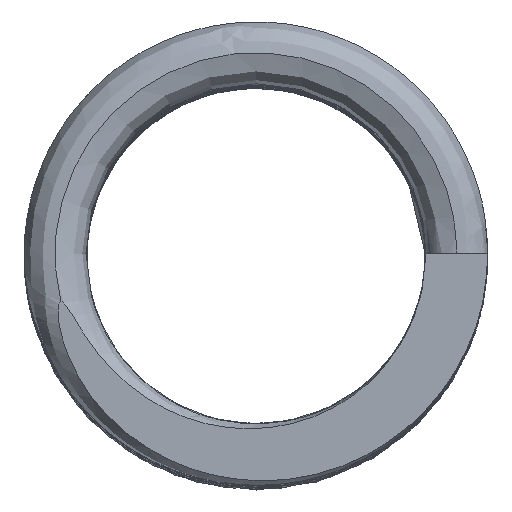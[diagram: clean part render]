
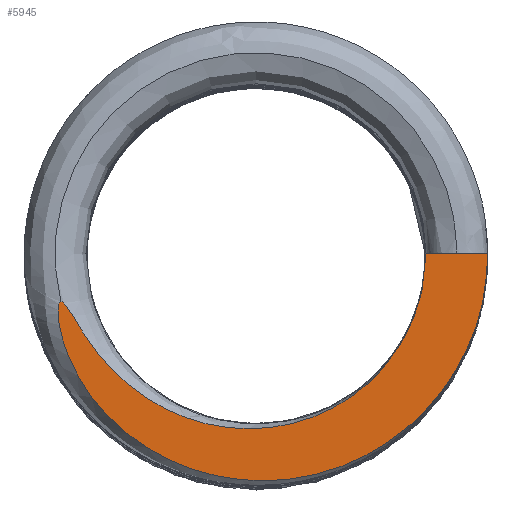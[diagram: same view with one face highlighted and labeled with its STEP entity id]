
A CAD part, top view. The second image highlights one B-rep face of the part: STEP entity #5945.
In plain terms, the highlighted planar face has unit normal (0, 0, 1).
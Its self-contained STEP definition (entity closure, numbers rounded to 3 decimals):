
#7 = DIRECTION ( 'NONE',  ( 0., 0., -1. ) ) ;
#42 = B_SPLINE_CURVE_WITH_KNOTS ( 'NONE', 3,
 ( #4479, #1422, #3858, #6738, #6695, #2666, #399, #5594, #5016, #3285, #7435, #6248, #6208, #4438, #7355, #359, #2084, #5552, #933, #3327, #2747, #5099, #3774, #2163, #1589, #3367, #5718, #6122, #3197, #7511, #626, #5755, #5790, #2203 ),
 .UNSPECIFIED., .F., .F.,
 ( 4, 2, 2, 2, 2, 2, 2, 2, 2, 2, 2, 2, 2, 2, 2, 2, 4 ),
 ( 0., 0., 0.001, 0.001, 0.002, 0.002, 0.002, 0.003, 0.003, 0.003, 0.004, 0.004, 0.005, 0.005, 0.005, 0.005, 0.005 ),
 .UNSPECIFIED. ) ;
#126 = CARTESIAN_POINT ( 'NONE',  ( -0.977, -1.99, 0. ) ) ;
#198 = CARTESIAN_POINT ( 'NONE',  ( -1.804, -1.121, 0. ) ) ;
#277 = CARTESIAN_POINT ( 'NONE',  ( -1.919, -0.804, 0. ) ) ;
#359 = CARTESIAN_POINT ( 'NONE',  ( 0.014, -1.728, 0. ) ) ;
#381 = EDGE_LOOP ( 'NONE', ( #5119, #1610, #6718 ) ) ;
#399 = CARTESIAN_POINT ( 'NONE',  ( 1.372, -0.998, 0. ) ) ;
#403 = CARTESIAN_POINT ( 'NONE',  ( -1.924, -0.474, 0. ) ) ;
#469 = FACE_OUTER_BOUND ( 'NONE', #381, .T. ) ;
#618 = DIRECTION ( 'NONE',  ( -1., 0., 0. ) ) ;
#626 = CARTESIAN_POINT ( 'NONE',  ( -1.88, -0.501, 0. ) ) ;
#736 = CARTESIAN_POINT ( 'NONE',  ( -0.206, -2.238, 0. ) ) ;
#810 = CARTESIAN_POINT ( 'NONE',  ( -1.952, -0.602, 0. ) ) ;
#849 = CARTESIAN_POINT ( 'NONE',  ( -1.949, -0.636, 0. ) ) ;
#883 = VECTOR ( 'NONE', #2213, 1000. ) ;
#933 = CARTESIAN_POINT ( 'NONE',  ( -0.408, -1.697, 0. ) ) ;
#955 = VERTEX_POINT ( 'NONE', #4037 ) ;
#1314 = CARTESIAN_POINT ( 'NONE',  ( 0.602, -2.176, 0. ) ) ;
#1384 = CARTESIAN_POINT ( 'NONE',  ( -1.405, -1.66, 0. ) ) ;
#1422 = CARTESIAN_POINT ( 'NONE',  ( 1.67, -0.106, 0. ) ) ;
#1423 = CARTESIAN_POINT ( 'NONE',  ( -1.586, -1.462, 0. ) ) ;
#1589 = CARTESIAN_POINT ( 'NONE',  ( -1.681, -0.816, 0. ) ) ;
#1610 = ORIENTED_EDGE ( 'NONE', *, *, #4115, .T. ) ;
#1713 = CARTESIAN_POINT ( 'NONE',  ( -1.932, -0.476, 0. ) ) ;
#2000 = CARTESIAN_POINT ( 'NONE',  ( 1.819, -1.379, 0. ) ) ;
#2084 = CARTESIAN_POINT ( 'NONE',  ( -0.091, -1.729, 0. ) ) ;
#2163 = CARTESIAN_POINT ( 'NONE',  ( -1.621, -0.904, 0. ) ) ;
#2203 = CARTESIAN_POINT ( 'NONE',  ( -1.924, -0.474, 0. ) ) ;
#2213 = DIRECTION ( 'NONE',  ( 1., 0., 0. ) ) ;
#2470 = CARTESIAN_POINT ( 'NONE',  ( 2.27, -0.269, 0. ) ) ;
#2544 = CARTESIAN_POINT ( 'NONE',  ( -1.667, -1.354, 0. ) ) ;
#2582 = CARTESIAN_POINT ( 'NONE',  ( 0.468, -2.205, 0. ) ) ;
#2604 = VERTEX_POINT ( 'NONE', #3746 ) ;
#2623 = CARTESIAN_POINT ( 'NONE',  ( 0.982, -2.042, 0. ) ) ;
#2666 = CARTESIAN_POINT ( 'NONE',  ( 1.483, -0.818, 0. ) ) ;
#2747 = CARTESIAN_POINT ( 'NONE',  ( -0.913, -1.532, 0. ) ) ;
#2818 = CARTESIAN_POINT ( 'NONE',  ( 0., 0., 0. ) ) ;
#3068 = EDGE_CURVE ( 'NONE', #2604, #955, #7484, .T. ) ;
#3120 = CARTESIAN_POINT ( 'NONE',  ( 2.286, 0., 0. ) ) ;
#3157 = CARTESIAN_POINT ( 'NONE',  ( -1.303, -1.752, 0. ) ) ;
#3197 = CARTESIAN_POINT ( 'NONE',  ( -1.849, -0.544, 0. ) ) ;
#3198 = CARTESIAN_POINT ( 'NONE',  ( 1.899, -1.268, 0. ) ) ;
#3285 = CARTESIAN_POINT ( 'NONE',  ( 0.911, -1.433, 0. ) ) ;
#3327 = CARTESIAN_POINT ( 'NONE',  ( -0.716, -1.62, 0. ) ) ;
#3367 = CARTESIAN_POINT ( 'NONE',  ( -1.766, -0.68, 0. ) ) ;
#3600 = CARTESIAN_POINT ( 'NONE',  ( -1.924, -0.474, 0. ) ) ;
#3699 = CARTESIAN_POINT ( 'NONE',  ( -1.952, -0.551, 0. ) ) ;
#3746 = CARTESIAN_POINT ( 'NONE',  ( 1.676, 0., 0. ) ) ;
#3774 = CARTESIAN_POINT ( 'NONE',  ( -1.421, -1.153, 0. ) ) ;
#3816 = CARTESIAN_POINT ( 'NONE',  ( 0.069, -2.255, 0. ) ) ;
#3858 = CARTESIAN_POINT ( 'NONE',  ( 1.664, -0.211, 0. ) ) ;
#3962 = AXIS2_PLACEMENT_3D ( 'NONE', #2818, #7, #618 ) ;
#4037 = CARTESIAN_POINT ( 'NONE',  ( 2.286, 0., 0. ) ) ;
#4065 = CARTESIAN_POINT ( 'NONE',  ( -1.944, -0.5, 0. ) ) ;
#4115 = EDGE_CURVE ( 'NONE', #6994, #955, #5647, .T. ) ;
#4144 = CARTESIAN_POINT ( 'NONE',  ( -1.937, -0.484, 0. ) ) ;
#4245 = CARTESIAN_POINT ( 'NONE',  ( -1.86, -0.997, 0. ) ) ;
#4354 = CARTESIAN_POINT ( 'NONE',  ( 1.641, -1.581, 0. ) ) ;
#4438 = CARTESIAN_POINT ( 'NONE',  ( 0.33, -1.684, 0. ) ) ;
#4479 = CARTESIAN_POINT ( 'NONE',  ( 1.676, 0., 0. ) ) ;
#4579 = EDGE_CURVE ( 'NONE', #2604, #6994, #42, .T. ) ;
#4824 = CARTESIAN_POINT ( 'NONE',  ( -1.935, -0.737, 0. ) ) ;
#4895 = CARTESIAN_POINT ( 'NONE',  ( -0.727, -2.106, 0. ) ) ;
#5016 = CARTESIAN_POINT ( 'NONE',  ( 1.079, -1.306, 0. ) ) ;
#5099 = CARTESIAN_POINT ( 'NONE',  ( -1.265, -1.299, 0. ) ) ;
#5119 = ORIENTED_EDGE ( 'NONE', *, *, #4579, .T. ) ;
#5147 = CARTESIAN_POINT ( 'NONE',  ( 1.981, 0., 0. ) ) ;
#5435 = CARTESIAN_POINT ( 'NONE',  ( 2.037, -1.038, 0. ) ) ;
#5473 = CARTESIAN_POINT ( 'NONE',  ( 1.544, -1.674, 0. ) ) ;
#5552 = CARTESIAN_POINT ( 'NONE',  ( -0.302, -1.714, 0. ) ) ;
#5553 = CARTESIAN_POINT ( 'NONE',  ( 2.191, -0.664, 0. ) ) ;
#5594 = CARTESIAN_POINT ( 'NONE',  ( 1.157, -1.235, 0. ) ) ;
#5647 = B_SPLINE_CURVE_WITH_KNOTS ( 'NONE', 3,
 ( #3600, #1713, #4144, #4065, #6410, #6084, #3699, #810, #849, #4824, #277, #4245, #198, #2544, #1423, #1384, #3157, #126, #4895, #736, #3816, #2582, #1314, #6048, #2623, #6656, #7161, #5473, #4354, #2000, #3198, #5435, #6123, #5553, #7313, #2470, #6165, #3120 ),
 .UNSPECIFIED., .F., .F.,
 ( 4, 2, 2, 2, 2, 2, 2, 2, 2, 2, 2, 2, 2, 2, 2, 2, 2, 2, 4 ),
 ( 0.005, 0.005, 0.005, 0.005, 0.005, 0.005, 0.006, 0.006, 0.007, 0.007, 0.008, 0.009, 0.009, 0.01, 0.01, 0.01, 0.011, 0.011, 0.012 ),
 .UNSPECIFIED. ) ;
#5718 = CARTESIAN_POINT ( 'NONE',  ( -1.793, -0.635, 0. ) ) ;
#5755 = CARTESIAN_POINT ( 'NONE',  ( -1.899, -0.482, 0. ) ) ;
#5790 = CARTESIAN_POINT ( 'NONE',  ( -1.911, -0.47, 0. ) ) ;
#5897 = PLANE ( 'NONE',  #3962 ) ;
#5945 = ADVANCED_FACE ( 'NONE', ( #469 ), #5897, .F. ) ;
#6048 = CARTESIAN_POINT ( 'NONE',  ( 0.859, -2.094, 0. ) ) ;
#6084 = CARTESIAN_POINT ( 'NONE',  ( -1.951, -0.534, 0. ) ) ;
#6122 = CARTESIAN_POINT ( 'NONE',  ( -1.835, -0.566, 0. ) ) ;
#6123 = CARTESIAN_POINT ( 'NONE',  ( 2.095, -0.917, 0. ) ) ;
#6165 = CARTESIAN_POINT ( 'NONE',  ( 2.278, -0.134, 0. ) ) ;
#6208 = CARTESIAN_POINT ( 'NONE',  ( 0.533, -1.624, 0. ) ) ;
#6248 = CARTESIAN_POINT ( 'NONE',  ( 0.631, -1.586, 0. ) ) ;
#6410 = CARTESIAN_POINT ( 'NONE',  ( -1.946, -0.508, 0. ) ) ;
#6656 = CARTESIAN_POINT ( 'NONE',  ( 1.219, -1.916, 0. ) ) ;
#6695 = CARTESIAN_POINT ( 'NONE',  ( 1.6, -0.52, 0. ) ) ;
#6718 = ORIENTED_EDGE ( 'NONE', *, *, #3068, .F. ) ;
#6738 = CARTESIAN_POINT ( 'NONE',  ( 1.629, -0.418, 0. ) ) ;
#6994 = VERTEX_POINT ( 'NONE', #403 ) ;
#7161 = CARTESIAN_POINT ( 'NONE',  ( 1.334, -1.841, 0. ) ) ;
#7313 = CARTESIAN_POINT ( 'NONE',  ( 2.228, -0.533, 0. ) ) ;
#7355 = CARTESIAN_POINT ( 'NONE',  ( 0.225, -1.705, 0. ) ) ;
#7435 = CARTESIAN_POINT ( 'NONE',  ( 0.82, -1.49, 0. ) ) ;
#7484 = LINE ( 'NONE', #5147, #883 ) ;
#7511 = CARTESIAN_POINT ( 'NONE',  ( -1.872, -0.511, 0. ) ) ;
